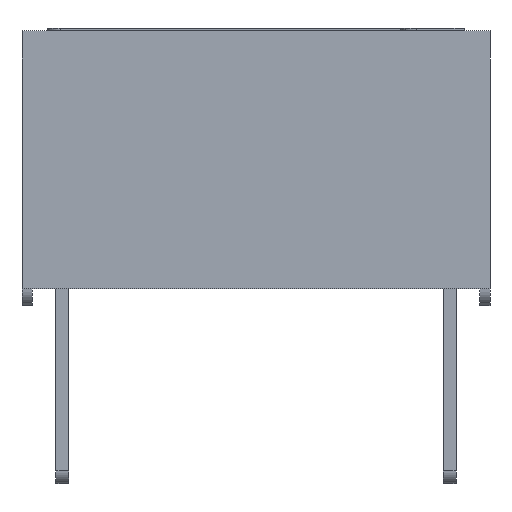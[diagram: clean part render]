
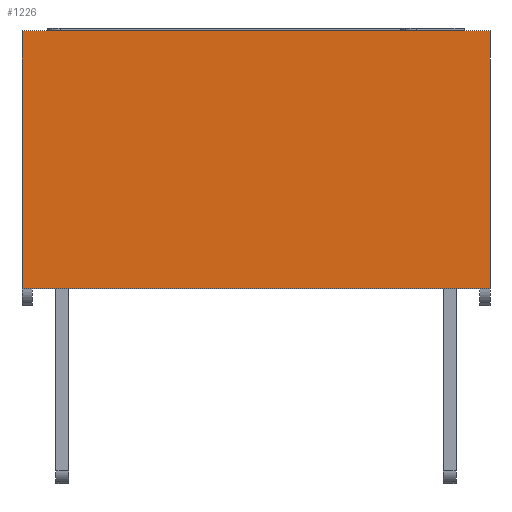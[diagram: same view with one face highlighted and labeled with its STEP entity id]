
A CAD part, front view. The second image highlights one B-rep face of the part: STEP entity #1226.
In plain terms, the highlighted planar face has unit normal (0, -1, 0).
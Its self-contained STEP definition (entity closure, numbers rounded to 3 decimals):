
#127 = VERTEX_POINT('',#128);
#128 = CARTESIAN_POINT('',(4.6,-7.1,5.4));
#134 = EDGE_CURVE('',#135,#127,#137,.T.);
#135 = VERTEX_POINT('',#136);
#136 = CARTESIAN_POINT('',(4.6,-7.1,0.33));
#137 = LINE('',#138,#139);
#138 = CARTESIAN_POINT('',(4.6,-7.1,0.));
#139 = VECTOR('',#140,1.);
#140 = DIRECTION('',(0.,0.,1.));
#184 = EDGE_CURVE('',#127,#185,#187,.T.);
#185 = VERTEX_POINT('',#186);
#186 = CARTESIAN_POINT('',(-4.6,-7.1,5.4));
#187 = LINE('',#188,#189);
#188 = CARTESIAN_POINT('',(4.6,-7.1,5.4));
#189 = VECTOR('',#190,1.);
#190 = DIRECTION('',(-1.,0.,0.));
#991 = VERTEX_POINT('',#992);
#992 = CARTESIAN_POINT('',(-4.6,-7.1,0.33));
#1000 = EDGE_CURVE('',#991,#185,#1001,.T.);
#1001 = LINE('',#1002,#1003);
#1002 = CARTESIAN_POINT('',(-4.6,-7.1,0.));
#1003 = VECTOR('',#1004,1.);
#1004 = DIRECTION('',(0.,0.,1.));
#1226 = ADVANCED_FACE('',(#1227),#1238,.T.);
#1227 = FACE_BOUND('',#1228,.T.);
#1228 = EDGE_LOOP('',(#1229,#1235,#1236,#1237));
#1229 = ORIENTED_EDGE('',*,*,#1230,.F.);
#1230 = EDGE_CURVE('',#135,#991,#1231,.T.);
#1231 = LINE('',#1232,#1233);
#1232 = CARTESIAN_POINT('',(4.6,-7.1,0.33));
#1233 = VECTOR('',#1234,1.);
#1234 = DIRECTION('',(-1.,0.,0.));
#1235 = ORIENTED_EDGE('',*,*,#134,.T.);
#1236 = ORIENTED_EDGE('',*,*,#184,.T.);
#1237 = ORIENTED_EDGE('',*,*,#1000,.F.);
#1238 = PLANE('',#1239);
#1239 = AXIS2_PLACEMENT_3D('',#1240,#1241,#1242);
#1240 = CARTESIAN_POINT('',(4.6,-7.1,0.));
#1241 = DIRECTION('',(0.,-1.,0.));
#1242 = DIRECTION('',(-1.,0.,0.));
